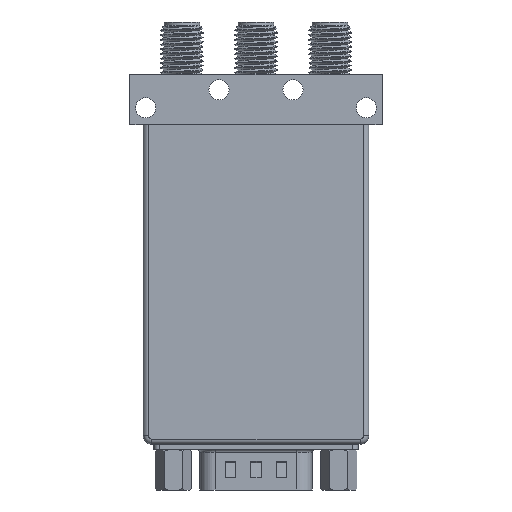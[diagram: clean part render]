
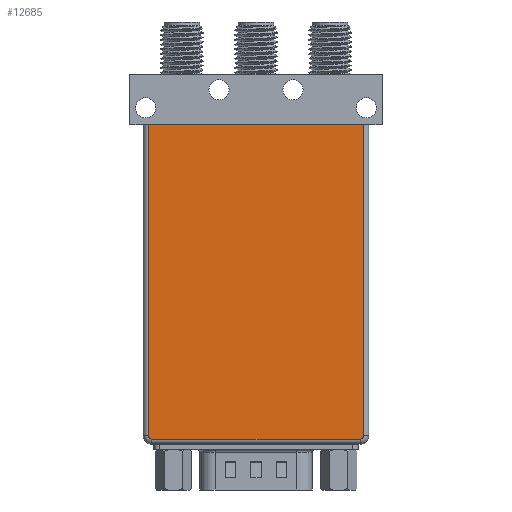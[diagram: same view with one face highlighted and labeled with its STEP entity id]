
A CAD part, front view. The second image highlights one B-rep face of the part: STEP entity #12685.
In plain terms, the highlighted planar face has unit normal (0, -1, 0).
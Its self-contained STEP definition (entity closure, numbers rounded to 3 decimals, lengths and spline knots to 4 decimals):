
#227 = LINE ( 'NONE', #41609, #47158 ) ;
#462 = CIRCLE ( 'NONE', #47730, 0.02 ) ;
#733 = CARTESIAN_POINT ( 'NONE',  ( -0.64, -0.26, 0.8 ) ) ;
#1609 = CARTESIAN_POINT ( 'NONE',  ( 0.64, -0.26, 0.8 ) ) ;
#4014 = EDGE_CURVE ( 'NONE', #4795, #16001, #24004, .T. ) ;
#4795 = VERTEX_POINT ( 'NONE', #733 ) ;
#7247 = DIRECTION ( 'NONE',  ( 1., 0., 0. ) ) ;
#7322 = ORIENTED_EDGE ( 'NONE', *, *, #4014, .T. ) ;
#8050 = ORIENTED_EDGE ( 'NONE', *, *, #11429, .F. ) ;
#8282 = CARTESIAN_POINT ( 'NONE',  ( -0.64, -0.26, -1.05 ) ) ;
#11429 = EDGE_CURVE ( 'NONE', #4795, #20381, #18227, .T. ) ;
#12182 = EDGE_CURVE ( 'NONE', #48750, #20554, #31110, .T. ) ;
#12685 = ADVANCED_FACE ( 'NONE', ( #21382 ), #24686, .T. ) ;
#15663 = ORIENTED_EDGE ( 'NONE', *, *, #36940, .T. ) ;
#16001 = VERTEX_POINT ( 'NONE', #8282 ) ;
#16738 = DIRECTION ( 'NONE',  ( 0., -1., 0. ) ) ;
#16983 = CARTESIAN_POINT ( 'NONE',  ( -0.64, -0.26, -1.05 ) ) ;
#17976 = DIRECTION ( 'NONE',  ( 1., 0., 0. ) ) ;
#18227 = LINE ( 'NONE', #33276, #45864 ) ;
#18792 = VECTOR ( 'NONE', #34468, 39.3701 ) ;
#18907 = CARTESIAN_POINT ( 'NONE',  ( 0.64, -0.26, 0.8 ) ) ;
#20381 = VERTEX_POINT ( 'NONE', #1609 ) ;
#20554 = VERTEX_POINT ( 'NONE', #37413 ) ;
#21382 = FACE_OUTER_BOUND ( 'NONE', #29802, .T. ) ;
#23949 = EDGE_CURVE ( 'NONE', #20554, #20381, #42758, .T. ) ;
#24003 = DIRECTION ( 'NONE',  ( 0., 0., -1. ) ) ;
#24004 = LINE ( 'NONE', #16983, #46240 ) ;
#24051 = DIRECTION ( 'NONE',  ( 0., -1., 0. ) ) ;
#24300 = DIRECTION ( 'NONE',  ( 0., 0., -1. ) ) ;
#24647 = EDGE_CURVE ( 'NONE', #16001, #30051, #462, .T. ) ;
#24686 = PLANE ( 'NONE',  #35156 ) ;
#25204 = CARTESIAN_POINT ( 'NONE',  ( -0.62, -0.26, -1.07 ) ) ;
#26583 = ORIENTED_EDGE ( 'NONE', *, *, #24647, .T. ) ;
#28684 = DIRECTION ( 'NONE',  ( 0., 0., -1. ) ) ;
#29802 = EDGE_LOOP ( 'NONE', ( #8050, #7322, #26583, #15663, #34599, #43462 ) ) ;
#30051 = VERTEX_POINT ( 'NONE', #25204 ) ;
#31110 = CIRCLE ( 'NONE', #35115, 0.02 ) ;
#31364 = CARTESIAN_POINT ( 'NONE',  ( 0.62, -0.26, -1.07 ) ) ;
#32262 = DIRECTION ( 'NONE',  ( 0., 0., -1. ) ) ;
#32305 = CARTESIAN_POINT ( 'NONE',  ( -0.62, -0.26, -1.05 ) ) ;
#33276 = CARTESIAN_POINT ( 'NONE',  ( 0., -0.26, 0.8 ) ) ;
#34468 = DIRECTION ( 'NONE',  ( 0., 0., 1. ) ) ;
#34599 = ORIENTED_EDGE ( 'NONE', *, *, #12182, .T. ) ;
#35115 = AXIS2_PLACEMENT_3D ( 'NONE', #35761, #16738, #24003 ) ;
#35156 = AXIS2_PLACEMENT_3D ( 'NONE', #39994, #36202, #28684 ) ;
#35761 = CARTESIAN_POINT ( 'NONE',  ( 0.62, -0.26, -1.05 ) ) ;
#36202 = DIRECTION ( 'NONE',  ( 0., -1., 0. ) ) ;
#36940 = EDGE_CURVE ( 'NONE', #30051, #48750, #227, .T. ) ;
#37413 = CARTESIAN_POINT ( 'NONE',  ( 0.64, -0.26, -1.05 ) ) ;
#39994 = CARTESIAN_POINT ( 'NONE',  ( 0., -0.26, 0. ) ) ;
#41609 = CARTESIAN_POINT ( 'NONE',  ( 0.62, -0.26, -1.07 ) ) ;
#42758 = LINE ( 'NONE', #18907, #18792 ) ;
#43462 = ORIENTED_EDGE ( 'NONE', *, *, #23949, .T. ) ;
#45864 = VECTOR ( 'NONE', #17976, 39.3701 ) ;
#46240 = VECTOR ( 'NONE', #32262, 39.3701 ) ;
#47158 = VECTOR ( 'NONE', #7247, 39.3701 ) ;
#47730 = AXIS2_PLACEMENT_3D ( 'NONE', #32305, #24051, #24300 ) ;
#48750 = VERTEX_POINT ( 'NONE', #31364 ) ;
